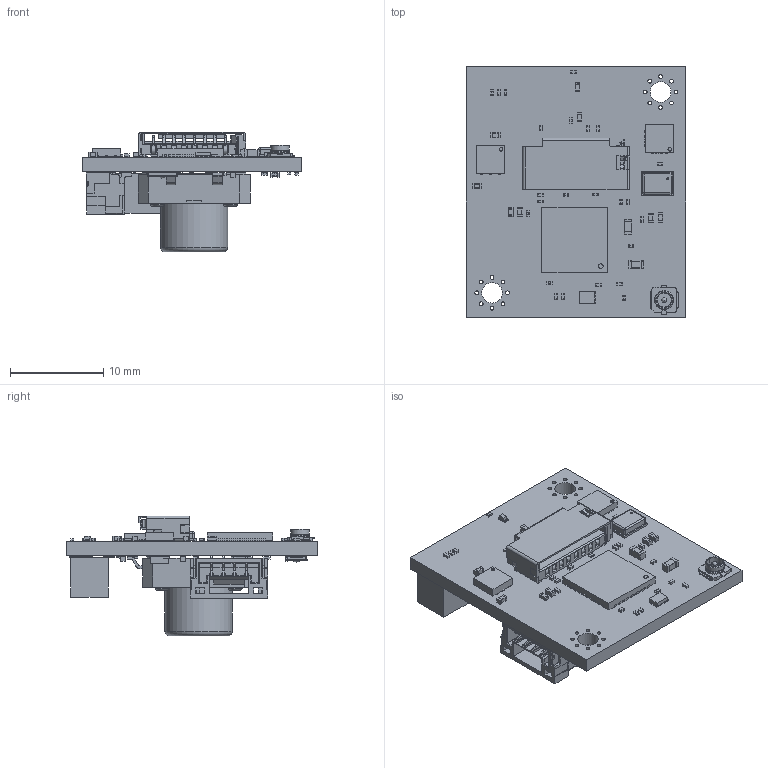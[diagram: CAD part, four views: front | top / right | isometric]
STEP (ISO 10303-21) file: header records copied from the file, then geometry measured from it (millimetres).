
FILE_DESCRIPTION(/* description */ ('KiCad electronic assembly'),/* implementation_level */ '2;1');
FILE_NAME(/* name */ 'labubupcb.step',/* time_stamp */ '2025-12-22T00:18:01+01:00',/* author */ (''),/* organization */ (''),/* preprocessor_version */ 'ST-DEVELOPER v20.1',/* originating_system */ 'Autodesk Translation Framework v14.21.0.0',/* authorisation */ '');
FILE_SCHEMA (('AUTOMOTIVE_DESIGN { 1 0 10303 214 3 1 1 }'));
Products named in the file (40): labubupcb 1; MAX98357AETE+; Body; ThermalPin; PinsArrayLR; PinsArrayTB; R_0402_1005Metric; LED_0402_1005Metric; 47309-2651; COMPOUND; COMPOUND_1; LFXTAL069527REEL; Body_1; Pins; InvenSense_ICS-43434-6_3.5x2.65mm; 636101111001; 636101112001_Contact; 636101112001_Ground; 636101112001_Housing; LDO40LPU33RY; Body_2; ThermalPin_1; PinsArrayLR_1; QFN-56-1EP_7x7mm_P0.4mm_EP4x4mm; labubupcb 1.41.1; LTC4065EDC#TRMPBF; Body_3; ThermalPin_2; PinsArrayLR_2; SM04B-GHS-TB_LF__SN_; KXT341LHS; SW_Push_1P1T_NO_CK_PTS125Sx85SMTR; SM08B-GHS-TB__LF__SN_; Body_4; Pins_1; PCB_PAPI_PCB; L_0603_1608Metric; C_0402_1005Metric; C_0201_0603Metric; R_0201_0603Metric
Assembly tree (79 placements, depth 3):
  labubupcb 1
    R_0201_0603Metric  x20
    C_0402_1005Metric  x9
    C_0201_0603Metric  x13
    L_0603_1608Metric  x2
    MAX98357AETE+
      Body
      ThermalPin
      PinsArrayLR
      PinsArrayTB
    R_0402_1005Metric
    LED_0402_1005Metric
    47309-2651
      COMPOUND
      COMPOUND_1
    LFXTAL069527REEL
      Body_1
      Pins
    InvenSense_ICS-43434-6_3.5x2.65mm
    636101111001
      636101112001_Contact
      636101112001_Ground
      636101112001_Housing
    LDO40LPU33RY
      Body_2
      ThermalPin_1
      PinsArrayLR_1
    QFN-56-1EP_7x7mm_P0.4mm_EP4x4mm
      labubupcb 1.41.1
    LTC4065EDC#TRMPBF
      Body_3
      ThermalPin_2
      PinsArrayLR_2
    SM04B-GHS-TB_LF__SN_
    KXT341LHS
    SW_Push_1P1T_NO_CK_PTS125Sx85SMTR
    SM08B-GHS-TB__LF__SN_
      Body_4
      Pins_1
    PCB_PAPI_PCB
Bounding box: 23.45 x 26.78 x 12.83 mm (x, y, z)
Volume: 2030.8 mm3; surface area: 3659.5 mm2
Topology: 171 solids, 172 shells, 3813 faces, 10091 edges, 6639 vertices
Faces by surface type: plane 2838, cylinder 936, torus 20, bspline 8, sphere 7, cone 4
Full cylindrical faces by diameter (mm): 0.1 x13, 0.2 x2, 0.25 x1, 0.325 x1, 0.35 x1, 0.375 x2, 0.4 x18, 0.5 x4, 1.5 x4, 2.2 x2, 7.2 x1, 7.4 x1
Entity records: 87069 total; most frequent: CARTESIAN_POINT 15863, ORIENTED_EDGE 14533, DIRECTION 14042, EDGE_CURVE 7273, LINE 6088, VECTOR 6088, VERTEX_POINT 4795, AXIS2_PLACEMENT_3D 3977
